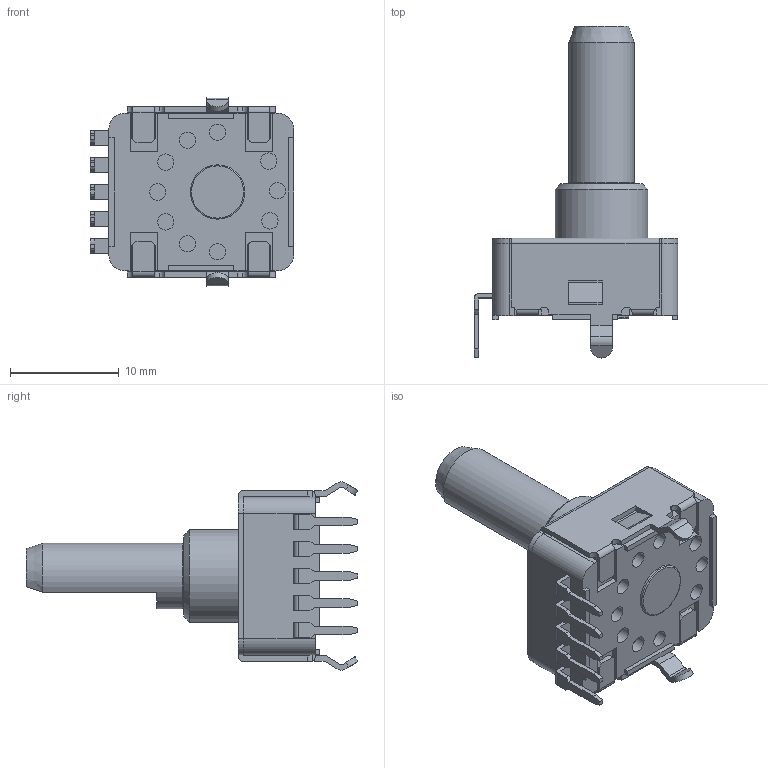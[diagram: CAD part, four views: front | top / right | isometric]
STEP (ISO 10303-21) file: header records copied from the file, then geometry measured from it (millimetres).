
FILE_DESCRIPTION(/* description */ (''),/* implementation_level */ '2;1');
FILE_NAME(/* name */ 'EN16ABHB11AF20.stp',/* time_stamp */ '2022-03-02T13:30:57-05:00',/* author */ ('avery.harrell'),/* organization */ (''),/* preprocessor_version */ 'ST-DEVELOPER v17.2',/* originating_system */ 'Autodesk Inventor 2019',/* authorisation */ '');
FILE_SCHEMA (('AUTOMOTIVE_DESIGN { 1 0 10303 214 3 1 1 }'));
Length unit declared in the file: millimetre
Products named in the file (5): EN16ABHB11AF20; EN16ABHB body; EN16ABHB bracket; EN16ABHB terminal; EN16ABHB F20 Shaft
Assembly tree (8 placements, depth 2):
  EN16ABHB11AF20
    EN16ABHB body
    EN16ABHB bracket
    EN16ABHB terminal  x5
    EN16ABHB F20 Shaft
Bounding box: 18.7 x 30.5 x 17.29 mm (x, y, z)
Volume: 2450.8 mm3; surface area: 2496.4 mm2
Topology: 8 solids, 8 shells, 435 faces, 1163 edges, 776 vertices
Faces by surface type: plane 372, cylinder 57, torus 4, cone 2
Full cylindrical faces by diameter (mm): 1.3 x2, 1.5 x10, 1.55 x2, 5 x1, 6 x1, 6.72 x1, 7 x1, 8.5 x1, 8.55 x1
Entity records: 11919 total; most frequent: CARTESIAN_POINT 2127, ORIENTED_EDGE 2014, DIRECTION 1908, EDGE_CURVE 1007, LINE 862, VECTOR 862, VERTEX_POINT 672, AXIS2_PLACEMENT_3D 523
